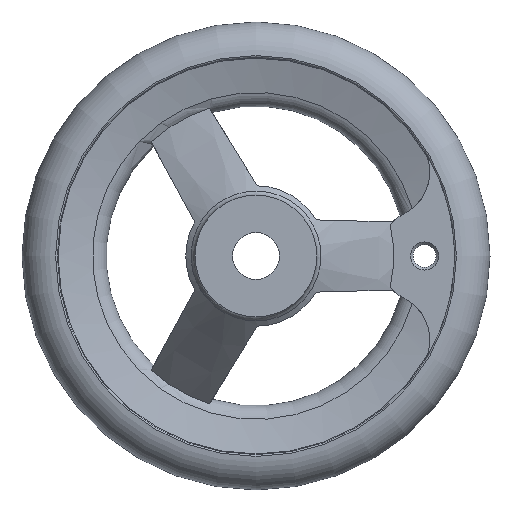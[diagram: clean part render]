
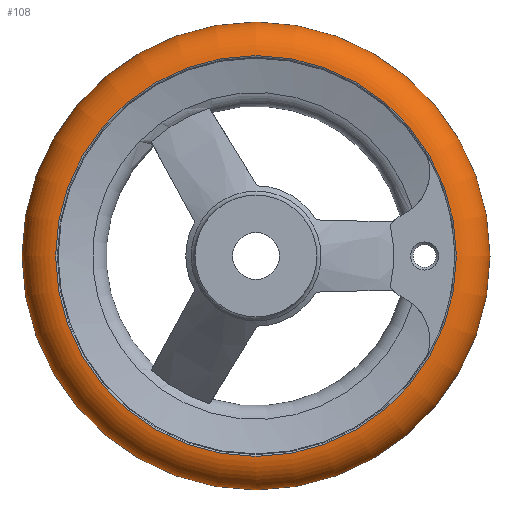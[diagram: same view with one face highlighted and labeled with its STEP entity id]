
A CAD part, front view. The second image highlights one B-rep face of the part: STEP entity #108.
In plain terms, the highlighted toroidal (fillet/blend) face has major radius 42.5 mm and minor radius 7.5 mm.
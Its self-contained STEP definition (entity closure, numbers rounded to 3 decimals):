
#108 = ADVANCED_FACE( '', ( #246, #247, #248 ), #249, .T. );
#246 = FACE_BOUND( '', #405, .T. );
#247 = FACE_OUTER_BOUND( '', #406, .T. );
#248 = FACE_OUTER_BOUND( '', #407, .T. );
#249 = TOROIDAL_SURFACE( '', #408, 42.5, 7.5 );
#405 = VERTEX_LOOP( '', #679 );
#406 = EDGE_LOOP( '', ( #680 ) );
#407 = EDGE_LOOP( '', ( #681 ) );
#408 = AXIS2_PLACEMENT_3D( '', #682, #683, #684 );
#679 = VERTEX_POINT( '', #940 );
#680 = ORIENTED_EDGE( '', *, *, #936, .T. );
#681 = ORIENTED_EDGE( '', *, *, #941, .F. );
#682 = CARTESIAN_POINT( '', ( 0., 25.5, 0. ) );
#683 = DIRECTION( '', ( 0., -1., 0. ) );
#684 = DIRECTION( '', ( 0., 0., -1. ) );
#936 = EDGE_CURVE( '', #1138, #1138, #1139, .T. );
#940 = CARTESIAN_POINT( '', ( 0., 25.5, -50. ) );
#941 = EDGE_CURVE( '', #1144, #1144, #1145, .T. );
#1138 = VERTEX_POINT( '', #1648 );
#1139 = CIRCLE( '', #1649, 42.813 );
#1144 = VERTEX_POINT( '', #1654 );
#1145 = CIRCLE( '', #1655, 42.813 );
#1648 = CARTESIAN_POINT( '', ( 0., 32.993, -42.813 ) );
#1649 = AXIS2_PLACEMENT_3D( '', #1882, #1883, #1884 );
#1654 = CARTESIAN_POINT( '', ( 0., 18.007, -42.813 ) );
#1655 = AXIS2_PLACEMENT_3D( '', #1888, #1889, #1890 );
#1882 = CARTESIAN_POINT( '', ( 0., 32.993, 0. ) );
#1883 = DIRECTION( '', ( 0., -1., 0. ) );
#1884 = DIRECTION( '', ( 0., 0., -1. ) );
#1888 = CARTESIAN_POINT( '', ( 0., 18.007, 0. ) );
#1889 = DIRECTION( '', ( 0., -1., 0. ) );
#1890 = DIRECTION( '', ( 0., 0., -1. ) );
